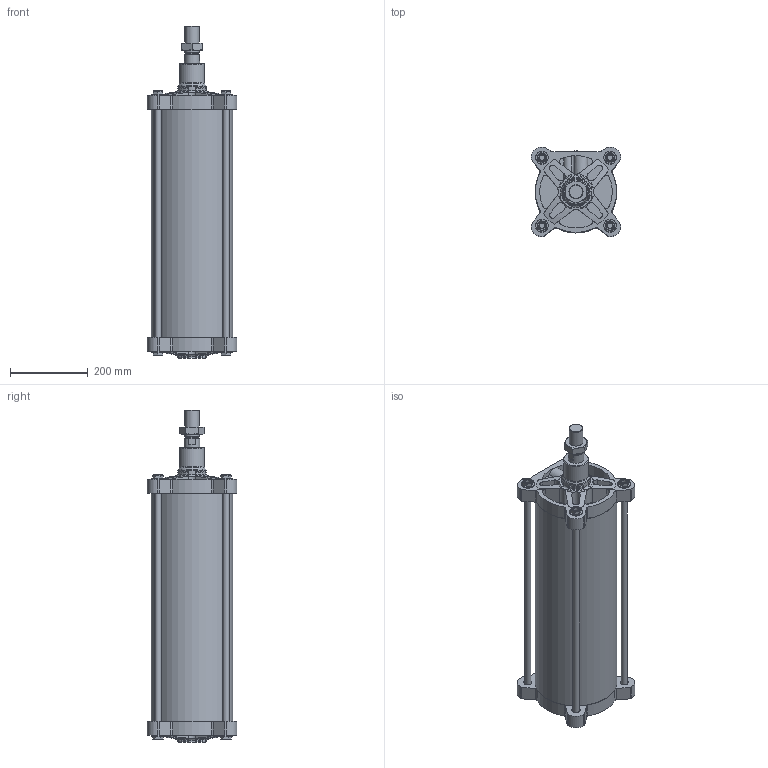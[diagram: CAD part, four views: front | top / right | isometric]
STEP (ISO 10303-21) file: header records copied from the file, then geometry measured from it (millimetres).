
FILE_DESCRIPTION(/* description */ ('STEP AP214'),/* implementation_level */ '2;1');
FILE_NAME(/* name */ '2537460_DSBG-200-500-P-N3',/* time_stamp */ '2024-08-21T13:14:52+02:00',/* author */ ('License CC BY-ND 4.0'),/* organization */ ('CADENAS'),/* preprocessor_version */ 'ST-DEVELOPER v19.3',/* originating_system */ 'PARTsolutions',/* authorisation */ ' ');
FILE_SCHEMA (('AUTOMOTIVE_DESIGN {1 0 10303 214 3 1 1}'));
Length unit declared in the file: millimetre
Products named in the file (4): 2537460 DSBG-200-500-P-N3---(0); 2344936 DSBG--200-500-PA000_(Z_0); 2344936 DSBG-200-500_(K); DIN-439-B - M36x2(F)
Assembly tree (3 placements, depth 2):
  2537460 DSBG-200-500-P-N3---(0)
    2344936 DSBG--200-500-PA000_(Z_0)
    2344936 DSBG-200-500_(K)
    DIN-439-B - M36x2(F)
Bounding box: 230 x 230 x 853 mm (x, y, z)
Volume: 8462329.5 mm3; surface area: 1437748.2 mm2
Topology: 3 solids, 3 shells, 509 faces, 1325 edges, 862 vertices
Faces by surface type: plane 246, cylinder 157, cone 64, torus 42
Full cylindrical faces by diameter (mm): 13.835 x8, 16 x4, 21 x8, 24.117 x2, 33 x8, 33.3 x1, 33.835 x1, 36 x1, 40 x2, 64 x1, 72 x1, 200 x2, 210 x1
Entity records: 15743 total; most frequent: CARTESIAN_POINT 3419, DIRECTION 2616, ORIENTED_EDGE 2426, EDGE_CURVE 1213, AXIS2_PLACEMENT_3D 1040, VERTEX_POINT 846, EDGE_LOOP 657, FACE_BOUND 657
